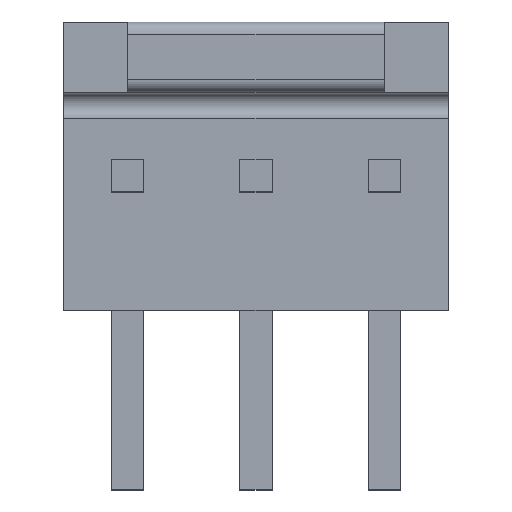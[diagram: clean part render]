
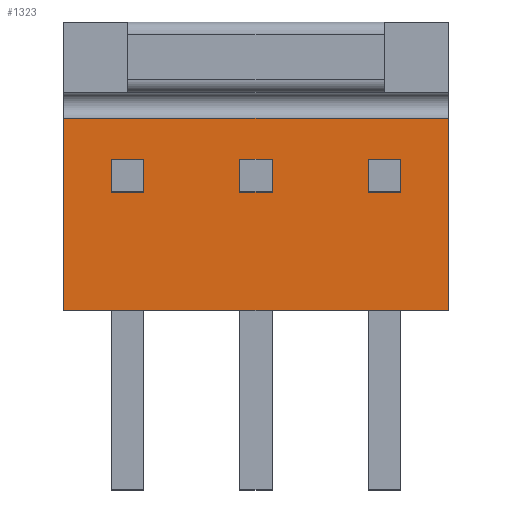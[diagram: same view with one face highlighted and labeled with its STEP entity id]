
A CAD part, top view. The second image highlights one B-rep face of the part: STEP entity #1323.
In plain terms, the highlighted planar face has unit normal (0, 0, 1).
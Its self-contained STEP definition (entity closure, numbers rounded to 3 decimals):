
#143=DIRECTION('',(0.,-1.,0.));
#144=VECTOR('',#143,3.81);
#145=CARTESIAN_POINT('',(-3.81,0.953,0.));
#146=LINE('',#145,#144);
#285=DIRECTION('',(0.,-1.,0.));
#286=VECTOR('',#285,3.81);
#287=CARTESIAN_POINT('',(3.81,0.953,0.));
#288=LINE('',#287,#286);
#362=DIRECTION('',(1.,0.,0.));
#363=VECTOR('',#362,7.62);
#364=CARTESIAN_POINT('',(-3.81,-2.858,0.));
#365=LINE('',#364,#363);
#366=DIRECTION('',(1.,0.,0.));
#367=VECTOR('',#366,7.62);
#368=CARTESIAN_POINT('',(-3.81,0.953,0.));
#369=LINE('',#368,#367);
#370=DIRECTION('',(0.,1.,0.));
#371=VECTOR('',#370,0.635);
#372=CARTESIAN_POINT('',(2.223,-0.508,0.));
#373=LINE('',#372,#371);
#374=DIRECTION('',(1.,0.,0.));
#375=VECTOR('',#374,0.635);
#376=CARTESIAN_POINT('',(2.223,-0.508,0.));
#377=LINE('',#376,#375);
#378=DIRECTION('',(0.,1.,0.));
#379=VECTOR('',#378,0.635);
#380=CARTESIAN_POINT('',(2.858,-0.508,0.));
#381=LINE('',#380,#379);
#382=DIRECTION('',(1.,0.,0.));
#383=VECTOR('',#382,0.635);
#384=CARTESIAN_POINT('',(2.223,0.127,0.));
#385=LINE('',#384,#383);
#386=DIRECTION('',(0.,1.,0.));
#387=VECTOR('',#386,0.635);
#388=CARTESIAN_POINT('',(-0.318,-0.508,0.));
#389=LINE('',#388,#387);
#390=DIRECTION('',(1.,0.,0.));
#391=VECTOR('',#390,0.635);
#392=CARTESIAN_POINT('',(-0.318,-0.508,0.));
#393=LINE('',#392,#391);
#394=DIRECTION('',(0.,1.,0.));
#395=VECTOR('',#394,0.635);
#396=CARTESIAN_POINT('',(0.318,-0.508,0.));
#397=LINE('',#396,#395);
#398=DIRECTION('',(1.,0.,0.));
#399=VECTOR('',#398,0.635);
#400=CARTESIAN_POINT('',(-0.318,0.127,0.));
#401=LINE('',#400,#399);
#402=DIRECTION('',(0.,1.,0.));
#403=VECTOR('',#402,0.635);
#404=CARTESIAN_POINT('',(-2.858,-0.508,0.));
#405=LINE('',#404,#403);
#406=DIRECTION('',(1.,0.,0.));
#407=VECTOR('',#406,0.635);
#408=CARTESIAN_POINT('',(-2.858,-0.508,0.));
#409=LINE('',#408,#407);
#410=DIRECTION('',(0.,1.,0.));
#411=VECTOR('',#410,0.635);
#412=CARTESIAN_POINT('',(-2.223,-0.508,0.));
#413=LINE('',#412,#411);
#414=DIRECTION('',(1.,0.,0.));
#415=VECTOR('',#414,0.635);
#416=CARTESIAN_POINT('',(-2.858,0.127,0.));
#417=LINE('',#416,#415);
#784=CARTESIAN_POINT('',(-3.81,-2.858,0.));
#786=VERTEX_POINT('',#784);
#788=CARTESIAN_POINT('',(3.81,-2.858,0.));
#790=VERTEX_POINT('',#788);
#792=CARTESIAN_POINT('',(-3.81,0.953,0.));
#793=VERTEX_POINT('',#792);
#794=CARTESIAN_POINT('',(3.81,0.953,0.));
#795=VERTEX_POINT('',#794);
#804=CARTESIAN_POINT('',(2.223,-0.508,0.));
#805=CARTESIAN_POINT('',(2.223,0.127,0.));
#806=VERTEX_POINT('',#804);
#807=VERTEX_POINT('',#805);
#808=CARTESIAN_POINT('',(2.858,-0.508,0.));
#809=CARTESIAN_POINT('',(2.858,0.127,0.));
#810=VERTEX_POINT('',#808);
#811=VERTEX_POINT('',#809);
#820=CARTESIAN_POINT('',(-0.318,-0.508,0.));
#821=CARTESIAN_POINT('',(-0.318,0.127,0.));
#822=VERTEX_POINT('',#820);
#823=VERTEX_POINT('',#821);
#824=CARTESIAN_POINT('',(0.318,-0.508,0.));
#825=CARTESIAN_POINT('',(0.318,0.127,0.));
#826=VERTEX_POINT('',#824);
#827=VERTEX_POINT('',#825);
#976=CARTESIAN_POINT('',(-2.858,-0.508,0.));
#977=CARTESIAN_POINT('',(-2.858,0.127,0.));
#978=VERTEX_POINT('',#976);
#979=VERTEX_POINT('',#977);
#980=CARTESIAN_POINT('',(-2.223,-0.508,0.));
#981=CARTESIAN_POINT('',(-2.223,0.127,0.));
#982=VERTEX_POINT('',#980);
#983=VERTEX_POINT('',#981);
#1282=CARTESIAN_POINT('',(-3.81,0.953,0.));
#1283=DIRECTION('',(0.,0.,1.));
#1284=DIRECTION('',(0.,-1.,0.));
#1285=AXIS2_PLACEMENT_3D('',#1282,#1283,#1284);
#1286=PLANE('',#1285);
#1287=ORIENTED_EDGE('',*,*,#1001,.F.);
#1288=ORIENTED_EDGE('',*,*,#1128,.T.);
#1289=ORIENTED_EDGE('',*,*,#1168,.T.);
#1290=ORIENTED_EDGE('',*,*,#1275,.F.);
#1291=EDGE_LOOP('',(#1287,#1288,#1289,#1290));
#1292=FACE_OUTER_BOUND('',#1291,.F.);
#1294=ORIENTED_EDGE('',*,*,#1293,.F.);
#1296=ORIENTED_EDGE('',*,*,#1295,.T.);
#1298=ORIENTED_EDGE('',*,*,#1297,.T.);
#1300=ORIENTED_EDGE('',*,*,#1299,.F.);
#1301=EDGE_LOOP('',(#1294,#1296,#1298,#1300));
#1302=FACE_BOUND('',#1301,.F.);
#1304=ORIENTED_EDGE('',*,*,#1303,.F.);
#1306=ORIENTED_EDGE('',*,*,#1305,.T.);
#1308=ORIENTED_EDGE('',*,*,#1307,.T.);
#1310=ORIENTED_EDGE('',*,*,#1309,.F.);
#1311=EDGE_LOOP('',(#1304,#1306,#1308,#1310));
#1312=FACE_BOUND('',#1311,.F.);
#1314=ORIENTED_EDGE('',*,*,#1313,.F.);
#1316=ORIENTED_EDGE('',*,*,#1315,.T.);
#1318=ORIENTED_EDGE('',*,*,#1317,.T.);
#1320=ORIENTED_EDGE('',*,*,#1319,.F.);
#1321=EDGE_LOOP('',(#1314,#1316,#1318,#1320));
#1322=FACE_BOUND('',#1321,.F.);
#1001=EDGE_CURVE('',#793,#786,#146,.T.);
#1128=EDGE_CURVE('',#793,#795,#369,.T.);
#1168=EDGE_CURVE('',#795,#790,#288,.T.);
#1275=EDGE_CURVE('',#786,#790,#365,.T.);
#1293=EDGE_CURVE('',#806,#807,#373,.T.);
#1295=EDGE_CURVE('',#806,#810,#377,.T.);
#1297=EDGE_CURVE('',#810,#811,#381,.T.);
#1299=EDGE_CURVE('',#807,#811,#385,.T.);
#1303=EDGE_CURVE('',#822,#823,#389,.T.);
#1305=EDGE_CURVE('',#822,#826,#393,.T.);
#1307=EDGE_CURVE('',#826,#827,#397,.T.);
#1309=EDGE_CURVE('',#823,#827,#401,.T.);
#1313=EDGE_CURVE('',#978,#979,#405,.T.);
#1315=EDGE_CURVE('',#978,#982,#409,.T.);
#1317=EDGE_CURVE('',#982,#983,#413,.T.);
#1319=EDGE_CURVE('',#979,#983,#417,.T.);
#1323=ADVANCED_FACE('',(#1292,#1302,#1312,#1322),#1286,.T.);
